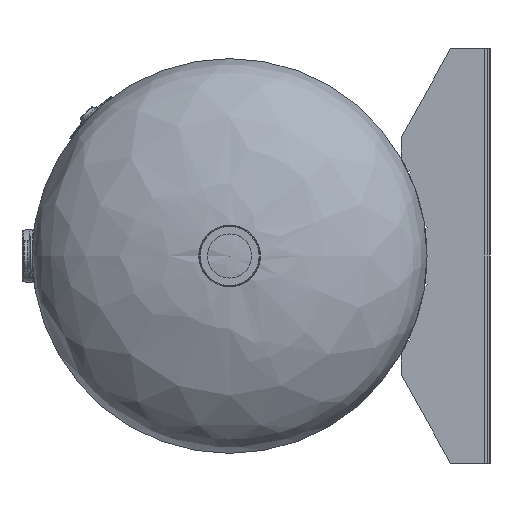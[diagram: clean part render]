
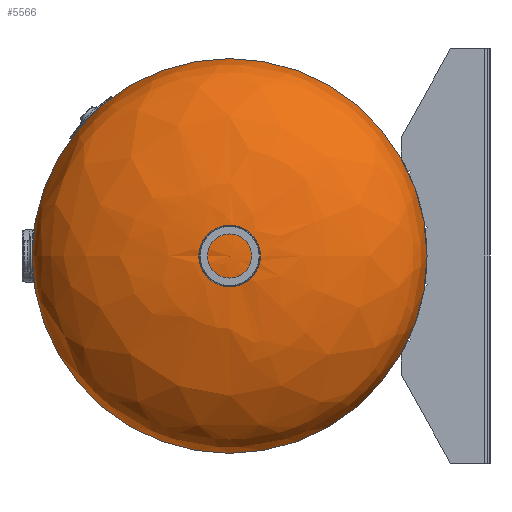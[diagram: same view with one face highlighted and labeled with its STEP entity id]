
A CAD part, left-side view. The second image highlights one B-rep face of the part: STEP entity #5566.
In plain terms, the highlighted free-form (B-spline) face has degree [2, 2] with [3, 9] control points.
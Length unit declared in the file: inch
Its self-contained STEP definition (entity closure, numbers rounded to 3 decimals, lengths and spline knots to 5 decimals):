
#143=ELLIPSE('',#6026,10.,5.0935);
#149=(
BOUNDED_SURFACE()
B_SPLINE_SURFACE(2,2,((#8386,#8387,#8388,#8389,#8390,#8391,#8392,#8393,
#8394),(#8395,#8396,#8397,#8398,#8399,#8400,#8401,#8402,#8403),(#8404,#8405,
#8406,#8407,#8408,#8409,#8410,#8411,#8412)),.UNSPECIFIED.,.F.,.T.,.F.)
B_SPLINE_SURFACE_WITH_KNOTS((3,3),(3,2,2,2,3),(0.,1.5708),(0.,
1.5708,3.14159,4.71239,6.28319),
 .UNSPECIFIED.)
GEOMETRIC_REPRESENTATION_ITEM()
RATIONAL_B_SPLINE_SURFACE(((1.,0.707,1.,0.707,1.,
0.707,1.,0.707,1.),(0.707,0.5,0.707,
0.5,0.707,0.5,0.707,0.5,0.707),(1.,
0.707,1.,0.707,1.,0.707,1.,0.707,
1.)))
REPRESENTATION_ITEM('')
SURFACE()
);
#233=CIRCLE('',#6021,10.);
#1631=FACE_OUTER_BOUND('',#1993,.T.);
#1993=EDGE_LOOP('',(#3943,#3944,#3945));
#2543=VERTEX_POINT('',#8378);
#2546=VERTEX_POINT('',#8413);
#3108=EDGE_CURVE('',#2543,#2543,#233,.T.);
#3111=EDGE_CURVE('',#2546,#2543,#143,.T.);
#3943=ORIENTED_EDGE('',*,*,#3111,.T.);
#3944=ORIENTED_EDGE('',*,*,#3108,.F.);
#3945=ORIENTED_EDGE('',*,*,#3111,.F.);
#5566=ADVANCED_FACE('',(#1631),#149,.T.);
#6021=AXIS2_PLACEMENT_3D('',#8379,#6576,#6577);
#6026=AXIS2_PLACEMENT_3D('',#8414,#6586,#6587);
#6576=DIRECTION('center_axis',(0.,-1.,0.));
#6577=DIRECTION('ref_axis',(1.,0.,0.));
#6586=DIRECTION('center_axis',(0.,0.,-1.));
#6587=DIRECTION('ref_axis',(1.,0.,0.));
#8378=CARTESIAN_POINT('',(10.,0.,0.));
#8379=CARTESIAN_POINT('Origin',(0.,0.,0.));
#8386=CARTESIAN_POINT('Ctrl Pts',(10.,0.,0.));
#8387=CARTESIAN_POINT('Ctrl Pts',(10.,0.,10.));
#8388=CARTESIAN_POINT('Ctrl Pts',(0.,0.,10.));
#8389=CARTESIAN_POINT('Ctrl Pts',(-10.,0.,10.));
#8390=CARTESIAN_POINT('Ctrl Pts',(-10.,0.,0.));
#8391=CARTESIAN_POINT('Ctrl Pts',(-10.,0.,-10.));
#8392=CARTESIAN_POINT('Ctrl Pts',(0.,0.,-10.));
#8393=CARTESIAN_POINT('Ctrl Pts',(10.,0.,-10.));
#8394=CARTESIAN_POINT('Ctrl Pts',(10.,0.,0.));
#8395=CARTESIAN_POINT('Ctrl Pts',(10.,5.0935,0.));
#8396=CARTESIAN_POINT('Ctrl Pts',(10.,5.0935,10.));
#8397=CARTESIAN_POINT('Ctrl Pts',(0.,5.0935,10.));
#8398=CARTESIAN_POINT('Ctrl Pts',(-10.,5.0935,10.));
#8399=CARTESIAN_POINT('Ctrl Pts',(-10.,5.0935,0.));
#8400=CARTESIAN_POINT('Ctrl Pts',(-10.,5.0935,-10.));
#8401=CARTESIAN_POINT('Ctrl Pts',(0.,5.0935,-10.));
#8402=CARTESIAN_POINT('Ctrl Pts',(10.,5.0935,-10.));
#8403=CARTESIAN_POINT('Ctrl Pts',(10.,5.0935,0.));
#8404=CARTESIAN_POINT('Ctrl Pts',(0.,5.0935,0.));
#8405=CARTESIAN_POINT('Ctrl Pts',(0.,5.0935,0.));
#8406=CARTESIAN_POINT('Ctrl Pts',(0.,5.0935,0.));
#8407=CARTESIAN_POINT('Ctrl Pts',(0.,5.0935,0.));
#8408=CARTESIAN_POINT('Ctrl Pts',(0.,5.0935,0.));
#8409=CARTESIAN_POINT('Ctrl Pts',(0.,5.0935,0.));
#8410=CARTESIAN_POINT('Ctrl Pts',(0.,5.0935,0.));
#8411=CARTESIAN_POINT('Ctrl Pts',(0.,5.0935,0.));
#8412=CARTESIAN_POINT('Ctrl Pts',(0.,5.0935,0.));
#8413=CARTESIAN_POINT('',(0.,5.0935,0.));
#8414=CARTESIAN_POINT('Origin',(0.,0.,0.));
